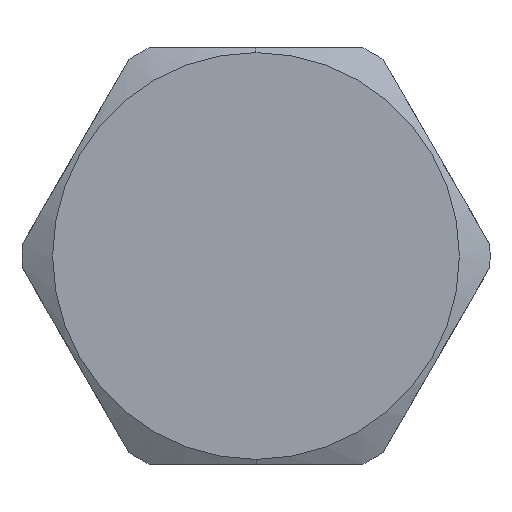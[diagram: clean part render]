
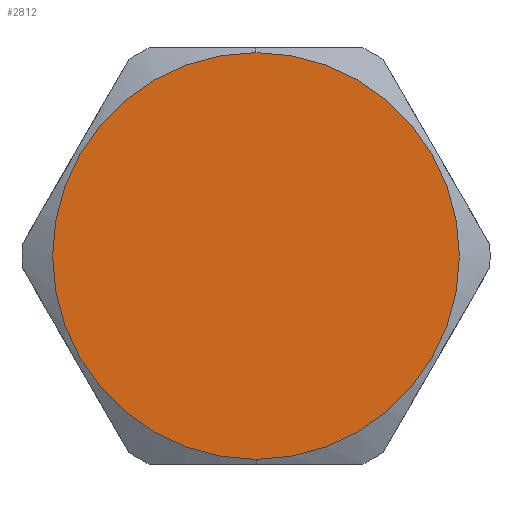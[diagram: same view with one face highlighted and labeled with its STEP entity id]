
A CAD part, left-side view. The second image highlights one B-rep face of the part: STEP entity #2812.
In plain terms, the highlighted planar face has unit normal (-1, 0, 0).
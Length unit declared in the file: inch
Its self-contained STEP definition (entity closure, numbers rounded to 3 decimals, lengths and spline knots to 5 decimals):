
#84 = CIRCLE ( 'NONE', #10215, 0.67125 ) ;
#952 = ORIENTED_EDGE ( 'NONE', *, *, #4424, .F. ) ;
#1692 = DIRECTION ( 'NONE',  ( 0., 0., -1. ) ) ;
#2549 = VERTEX_POINT ( 'NONE', #2685 ) ;
#2685 = CARTESIAN_POINT ( 'NONE',  ( -0.75, 0., 0.67125 ) ) ;
#2812 = ADVANCED_FACE ( 'NONE', ( #5594 ), #11853, .F. ) ;
#3138 = DIRECTION ( 'NONE',  ( 0., 0., -1. ) ) ;
#4424 = EDGE_CURVE ( 'NONE', #5680, #2549, #12244, .T. ) ;
#4503 = CARTESIAN_POINT ( 'NONE',  ( -0.75, 0., -0.67125 ) ) ;
#5594 = FACE_OUTER_BOUND ( 'NONE', #13611, .T. ) ;
#5643 = ORIENTED_EDGE ( 'NONE', *, *, #13696, .F. ) ;
#5680 = VERTEX_POINT ( 'NONE', #4503 ) ;
#6005 = AXIS2_PLACEMENT_3D ( 'NONE', #6283, #9501, #3138 ) ;
#6283 = CARTESIAN_POINT ( 'NONE',  ( -0.75, 0.79386, 0. ) ) ;
#6477 = DIRECTION ( 'NONE',  ( 1., 0., 0. ) ) ;
#9501 = DIRECTION ( 'NONE',  ( 1., 0., 0. ) ) ;
#10215 = AXIS2_PLACEMENT_3D ( 'NONE', #11742, #6477, #11839 ) ;
#10384 = AXIS2_PLACEMENT_3D ( 'NONE', #13690, #13512, #1692 ) ;
#11742 = CARTESIAN_POINT ( 'NONE',  ( -0.75, 0., 0. ) ) ;
#11839 = DIRECTION ( 'NONE',  ( 0., 0., -1. ) ) ;
#11853 = PLANE ( 'NONE',  #6005 ) ;
#12244 = CIRCLE ( 'NONE', #10384, 0.67125 ) ;
#13512 = DIRECTION ( 'NONE',  ( 1., 0., 0. ) ) ;
#13611 = EDGE_LOOP ( 'NONE', ( #952, #5643 ) ) ;
#13690 = CARTESIAN_POINT ( 'NONE',  ( -0.75, 0., 0. ) ) ;
#13696 = EDGE_CURVE ( 'NONE', #2549, #5680, #84, .T. ) ;
